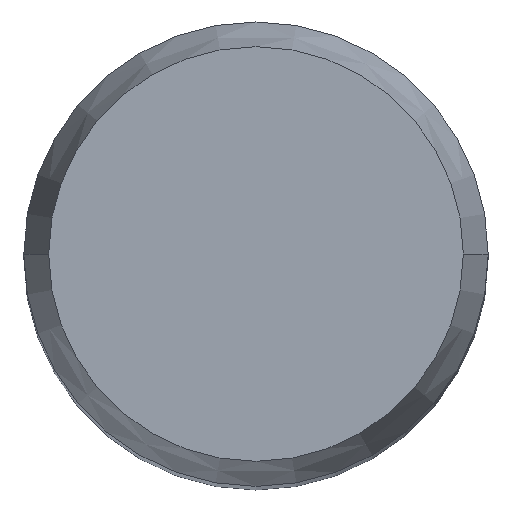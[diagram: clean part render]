
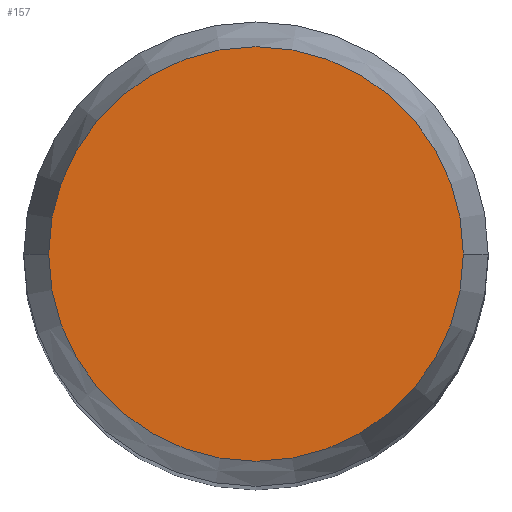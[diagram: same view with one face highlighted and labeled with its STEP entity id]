
A CAD part, top view. The second image highlights one B-rep face of the part: STEP entity #157.
In plain terms, the highlighted planar face has unit normal (0, 0, 1).
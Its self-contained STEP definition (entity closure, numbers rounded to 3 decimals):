
#4 = AXIS2_PLACEMENT_3D ( 'NONE', #126, #176, #99 ) ;
#10 = CIRCLE ( 'NONE', #4, 1.339 ) ;
#12 = PLANE ( 'NONE',  #55 ) ;
#25 = CARTESIAN_POINT ( 'NONE',  ( 0., 0., 14. ) ) ;
#39 = CARTESIAN_POINT ( 'NONE',  ( 0., 0., 14. ) ) ;
#43 = DIRECTION ( 'NONE',  ( 0., 0., 1. ) ) ;
#51 = EDGE_CURVE ( 'NONE', #103, #139, #10, .T. ) ;
#55 = AXIS2_PLACEMENT_3D ( 'NONE', #39, #102, #70 ) ;
#70 = DIRECTION ( 'NONE',  ( 1., 0., 0. ) ) ;
#72 = CIRCLE ( 'NONE', #115, 1.339 ) ;
#92 = ORIENTED_EDGE ( 'NONE', *, *, #177, .T. ) ;
#94 = ORIENTED_EDGE ( 'NONE', *, *, #51, .T. ) ;
#99 = DIRECTION ( 'NONE',  ( 1., 0., 0. ) ) ;
#102 = DIRECTION ( 'NONE',  ( 0., 0., 1. ) ) ;
#103 = VERTEX_POINT ( 'NONE', #111 ) ;
#111 = CARTESIAN_POINT ( 'NONE',  ( 1.339, 0., 14. ) ) ;
#115 = AXIS2_PLACEMENT_3D ( 'NONE', #25, #43, #116 ) ;
#116 = DIRECTION ( 'NONE',  ( 1., 0., 0. ) ) ;
#126 = CARTESIAN_POINT ( 'NONE',  ( 0., 0., 14. ) ) ;
#129 = CARTESIAN_POINT ( 'NONE',  ( -1.339, 0., 14. ) ) ;
#139 = VERTEX_POINT ( 'NONE', #129 ) ;
#157 = ADVANCED_FACE ( 'NONE', ( #180 ), #12, .T. ) ;
#162 = EDGE_LOOP ( 'NONE', ( #92, #94 ) ) ;
#176 = DIRECTION ( 'NONE',  ( 0., 0., 1. ) ) ;
#177 = EDGE_CURVE ( 'NONE', #139, #103, #72, .T. ) ;
#180 = FACE_OUTER_BOUND ( 'NONE', #162, .T. ) ;
